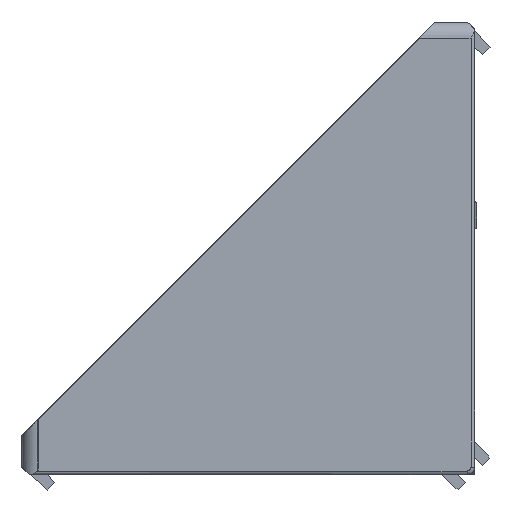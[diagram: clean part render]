
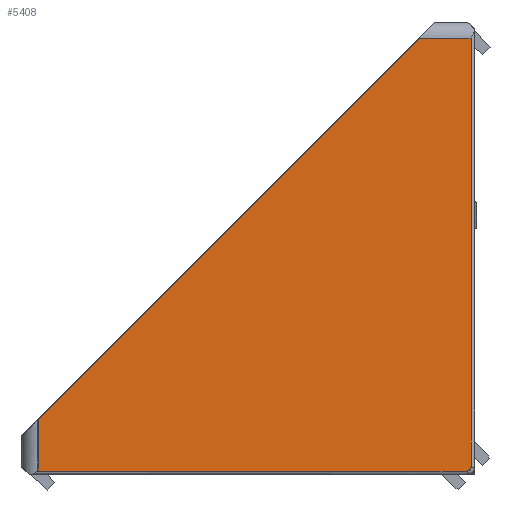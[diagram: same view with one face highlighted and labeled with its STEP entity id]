
A CAD part, left-side view. The second image highlights one B-rep face of the part: STEP entity #5408.
In plain terms, the highlighted face is planar.
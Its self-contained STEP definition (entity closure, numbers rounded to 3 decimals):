
#151 = VECTOR ( 'NONE', #1222, 1000. ) ;
#256 = LINE ( 'NONE', #5552, #7814 ) ;
#257 = CARTESIAN_POINT ( 'NONE',  ( -54.975, 7.025, -14. ) ) ;
#421 = CARTESIAN_POINT ( 'NONE',  ( -0.494, 0.994, -13.253 ) ) ;
#433 = DIRECTION ( 'NONE',  ( -1., 0., -0.012 ) ) ;
#468 = LINE ( 'NONE', #1310, #2640 ) ;
#495 = CARTESIAN_POINT ( 'NONE',  ( -0.933, 54.975, -13.925 ) ) ;
#681 = VERTEX_POINT ( 'NONE', #5721 ) ;
#820 = VECTOR ( 'NONE', #944, 1000. ) ;
#944 = DIRECTION ( 'NONE',  ( -1., 0., -0.012 ) ) ;
#1138 = CARTESIAN_POINT ( 'NONE',  ( -57., 5., -14. ) ) ;
#1222 = DIRECTION ( 'NONE',  ( 1., 0., 0.012 ) ) ;
#1310 = CARTESIAN_POINT ( 'NONE',  ( -57., 5., -14. ) ) ;
#1340 = FACE_OUTER_BOUND ( 'NONE', #4447, .T. ) ;
#1422 = AXIS2_PLACEMENT_3D ( 'NONE', #1138, #4808, #433 ) ;
#1728 = EDGE_CURVE ( 'NONE', #4450, #8112, #6643, .T. ) ;
#1855 = ORIENTED_EDGE ( 'NONE', *, *, #8321, .T. ) ;
#1953 = DIRECTION ( 'NONE',  ( 0., -1., 0.012 ) ) ;
#2084 = LINE ( 'NONE', #495, #151 ) ;
#2640 = VECTOR ( 'NONE', #4129, 1000. ) ;
#2930 = CARTESIAN_POINT ( 'NONE',  ( -0.494, 0.994, -13.253 ) ) ;
#3079 = CARTESIAN_POINT ( 'NONE',  ( -0.994, 0.494, -13.253 ) ) ;
#3146 = ORIENTED_EDGE ( 'NONE', *, *, #5995, .T. ) ;
#3192 = CARTESIAN_POINT ( 'NONE',  ( -0.494, 54.975, -13.919 ) ) ;
#3647 = CARTESIAN_POINT ( 'NONE',  ( -0.701, 0.494, -13.25 ) ) ;
#3672 = VERTEX_POINT ( 'NONE', #257 ) ;
#3791 = EDGE_CURVE ( 'NONE', #681, #3672, #468, .T. ) ;
#4129 = DIRECTION ( 'NONE',  ( -0.707, -0.707, 0. ) ) ;
#4276 = CARTESIAN_POINT ( 'NONE',  ( -54.975, 5., -13.975 ) ) ;
#4329 = DIRECTION ( 'NONE',  ( 0., 1., -0.012 ) ) ;
#4447 = EDGE_LOOP ( 'NONE', ( #7006, #1855, #3146, #7840, #8502, #7721 ) ) ;
#4450 = VERTEX_POINT ( 'NONE', #3079 ) ;
#4808 = DIRECTION ( 'NONE',  ( 0.012, -0.012, -1. ) ) ;
#5391 = VECTOR ( 'NONE', #4329, 1000. ) ;
#5408 = ADVANCED_FACE ( 'NONE', ( #1340 ), #9195, .T. ) ;
#5552 = CARTESIAN_POINT ( 'NONE',  ( -0.494, 1., -13.253 ) ) ;
#5721 = CARTESIAN_POINT ( 'NONE',  ( -7.025, 54.975, -14. ) ) ;
#5995 = EDGE_CURVE ( 'NONE', #8236, #4450, #6923, .T. ) ;
#6643 = LINE ( 'NONE', #8277, #820 ) ;
#6710 = CARTESIAN_POINT ( 'NONE',  ( -54.975, 0.494, -13.919 ) ) ;
#6923 =( BOUNDED_CURVE ( )  B_SPLINE_CURVE ( 3, ( #2930, #7283, #3647, #8761 ),
 .UNSPECIFIED., .F., .F. ) 
 B_SPLINE_CURVE_WITH_KNOTS ( ( 4, 4 ),
 ( 2.356, 3.927 ),
 .UNSPECIFIED. ) 
 CURVE ( )  GEOMETRIC_REPRESENTATION_ITEM ( )  RATIONAL_B_SPLINE_CURVE ( ( 1., 0.805, 0.805, 1. ) ) 
 REPRESENTATION_ITEM ( '' )  );
#7006 = ORIENTED_EDGE ( 'NONE', *, *, #7287, .T. ) ;
#7283 = CARTESIAN_POINT ( 'NONE',  ( -0.494, 0.701, -13.25 ) ) ;
#7287 = EDGE_CURVE ( 'NONE', #681, #9353, #2084, .T. ) ;
#7324 = LINE ( 'NONE', #4276, #5391 ) ;
#7721 = ORIENTED_EDGE ( 'NONE', *, *, #3791, .F. ) ;
#7814 = VECTOR ( 'NONE', #1953, 1000. ) ;
#7840 = ORIENTED_EDGE ( 'NONE', *, *, #1728, .T. ) ;
#8112 = VERTEX_POINT ( 'NONE', #6710 ) ;
#8236 = VERTEX_POINT ( 'NONE', #421 ) ;
#8277 = CARTESIAN_POINT ( 'NONE',  ( -54.975, 0.494, -13.919 ) ) ;
#8321 = EDGE_CURVE ( 'NONE', #9353, #8236, #256, .T. ) ;
#8405 = EDGE_CURVE ( 'NONE', #8112, #3672, #7324, .T. ) ;
#8502 = ORIENTED_EDGE ( 'NONE', *, *, #8405, .T. ) ;
#8761 = CARTESIAN_POINT ( 'NONE',  ( -0.994, 0.494, -13.253 ) ) ;
#9195 = PLANE ( 'NONE',  #1422 ) ;
#9353 = VERTEX_POINT ( 'NONE', #3192 ) ;
